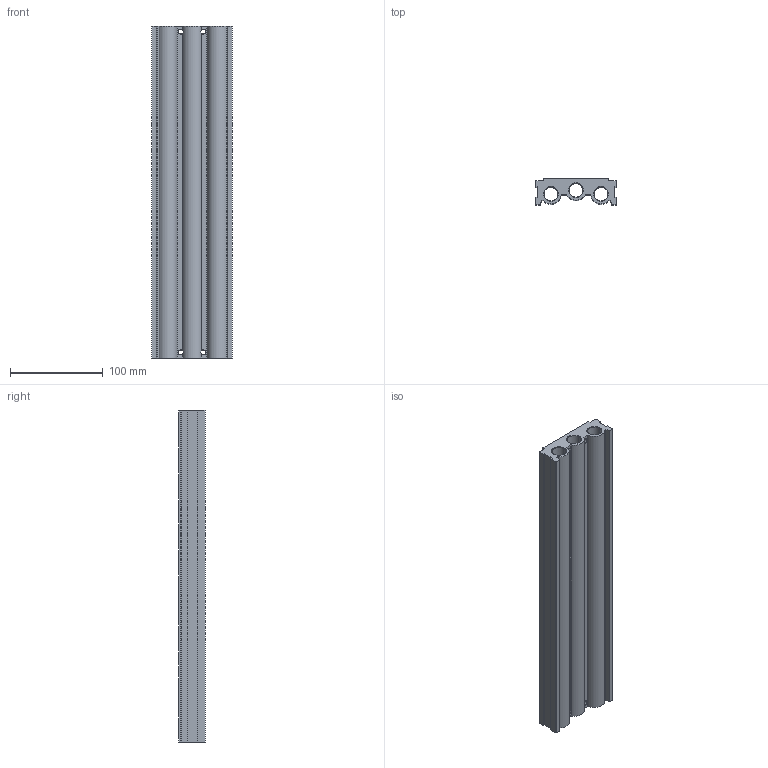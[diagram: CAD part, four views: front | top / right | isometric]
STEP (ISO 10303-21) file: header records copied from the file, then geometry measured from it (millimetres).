
FILE_DESCRIPTION (( 'STEP AP203' ), '1' );
FILE_NAME ('SCB51-D-12.STEP', '2016-05-09T08:41:46', ( '' ), ( '' ), 'SwSTEP 2.0', 'SolidWorks 2008', '' );
FILE_SCHEMA (( 'CONFIG_CONTROL_DESIGN' ));
Length unit declared in the file: millimetre
Products named in the file (1): SCB51-D-12
Bounding box: 87 x 28.5 x 358.5 mm (x, y, z)
Volume: 467592 mm3; surface area: 156331.3 mm2
Topology: 1 solids, 1 shells, 370 faces, 912 edges, 564 vertices
Faces by surface type: cylinder 165, cone 132, plane 73
Entity records: 14023 total; most frequent: CARTESIAN_POINT 4907, DIRECTION 1956, ORIENTED_EDGE 1824, EDGE_CURVE 912, AXIS2_PLACEMENT_3D 781, VERTEX_POINT 564, EDGE_LOOP 476, CIRCLE 410
